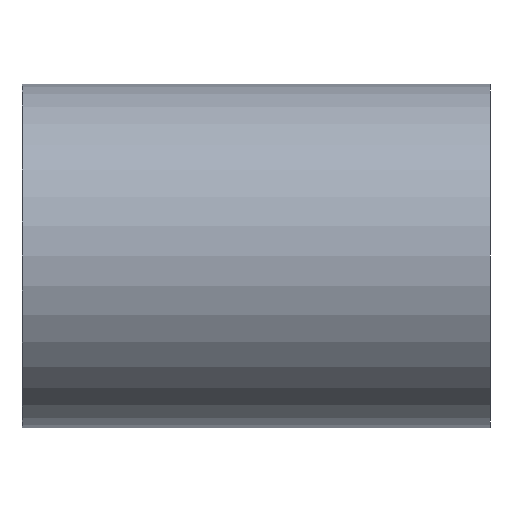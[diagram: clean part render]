
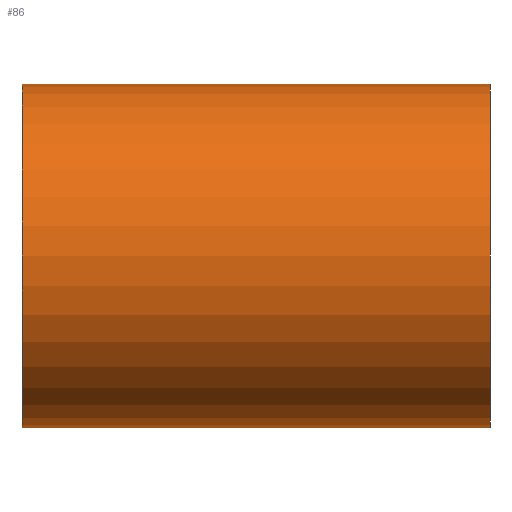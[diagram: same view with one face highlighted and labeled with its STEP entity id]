
A CAD part, left-side view. The second image highlights one B-rep face of the part: STEP entity #86.
In plain terms, the highlighted cylindrical face has radius 28 mm (diameter 56 mm), a partial arc.
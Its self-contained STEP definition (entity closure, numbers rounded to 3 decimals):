
#1 = DIRECTION ( 'NONE',  ( 0., 0., 1. ) ) ;
#6 = VERTEX_POINT ( 'NONE', #204 ) ;
#11 = CARTESIAN_POINT ( 'NONE',  ( 0., 0., 28. ) ) ;
#16 = DIRECTION ( 'NONE',  ( 0., 1., 0. ) ) ;
#18 = DIRECTION ( 'NONE',  ( 0., 1., 0. ) ) ;
#23 = CIRCLE ( 'NONE', #166, 28. ) ;
#27 = LINE ( 'NONE', #32, #174 ) ;
#30 = EDGE_CURVE ( 'NONE', #220, #6, #150, .T. ) ;
#31 = EDGE_LOOP ( 'NONE', ( #106, #118, #188, #132 ) ) ;
#32 = CARTESIAN_POINT ( 'NONE',  ( 0., 161.376, -28. ) ) ;
#41 = DIRECTION ( 'NONE',  ( 0., 0., 1. ) ) ;
#56 = VERTEX_POINT ( 'NONE', #11 ) ;
#62 = CARTESIAN_POINT ( 'NONE',  ( 0., 161.376, 28. ) ) ;
#72 = EDGE_CURVE ( 'NONE', #176, #220, #27, .T. ) ;
#79 = CARTESIAN_POINT ( 'NONE',  ( 0., 0., 0. ) ) ;
#86 = ADVANCED_FACE ( 'NONE', ( #88 ), #133, .T. ) ;
#88 = FACE_OUTER_BOUND ( 'NONE', #31, .T. ) ;
#105 = DIRECTION ( 'NONE',  ( 0., 1., 0. ) ) ;
#106 = ORIENTED_EDGE ( 'NONE', *, *, #72, .F. ) ;
#110 = EDGE_CURVE ( 'NONE', #56, #6, #170, .T. ) ;
#118 = ORIENTED_EDGE ( 'NONE', *, *, #134, .T. ) ;
#123 = VECTOR ( 'NONE', #18, 1000. ) ;
#127 = CARTESIAN_POINT ( 'NONE',  ( 0., 76.2, -28. ) ) ;
#132 = ORIENTED_EDGE ( 'NONE', *, *, #30, .F. ) ;
#133 = CYLINDRICAL_SURFACE ( 'NONE', #227, 28. ) ;
#134 = EDGE_CURVE ( 'NONE', #176, #56, #23, .T. ) ;
#136 = CARTESIAN_POINT ( 'NONE',  ( 0., 76.2, 0. ) ) ;
#140 = CARTESIAN_POINT ( 'NONE',  ( 0., 0., -28. ) ) ;
#150 = CIRCLE ( 'NONE', #194, 28. ) ;
#160 = CARTESIAN_POINT ( 'NONE',  ( 0., 161.376, 0. ) ) ;
#166 = AXIS2_PLACEMENT_3D ( 'NONE', #79, #16, #1 ) ;
#170 = LINE ( 'NONE', #62, #123 ) ;
#174 = VECTOR ( 'NONE', #228, 1000. ) ;
#176 = VERTEX_POINT ( 'NONE', #140 ) ;
#188 = ORIENTED_EDGE ( 'NONE', *, *, #110, .T. ) ;
#194 = AXIS2_PLACEMENT_3D ( 'NONE', #136, #201, #241 ) ;
#201 = DIRECTION ( 'NONE',  ( 0., 1., 0. ) ) ;
#204 = CARTESIAN_POINT ( 'NONE',  ( 0., 76.2, 28. ) ) ;
#220 = VERTEX_POINT ( 'NONE', #127 ) ;
#227 = AXIS2_PLACEMENT_3D ( 'NONE', #160, #105, #41 ) ;
#228 = DIRECTION ( 'NONE',  ( 0., 1., 0. ) ) ;
#241 = DIRECTION ( 'NONE',  ( 0., 0., 1. ) ) ;
